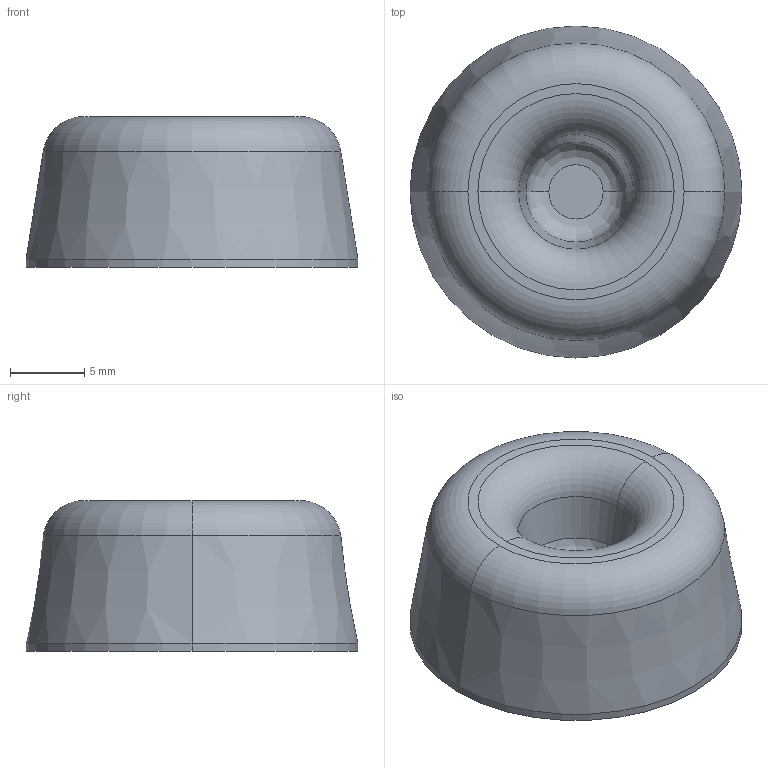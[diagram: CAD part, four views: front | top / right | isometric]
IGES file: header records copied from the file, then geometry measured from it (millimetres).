
Global section: file name: No Iges File Name specified; native system: Autodesk Inventor 2011; preprocessor: AutoDesk Inventor Iges Exporter R2011; author: Administrator; date: 20101112.130337; units: inch
Bounding box: 22.35 x 22.35 x 10.16 mm (x, y, z)
Volume: 3107.8 mm3; surface area: 1412.4 mm2
Topology: 1 solids, 1 shells, 15 faces, 28 edges, 16 vertices
Faces by surface type: torus 4, plane 3, bspline 2, cone 2, revolution 2, cylinder 2
